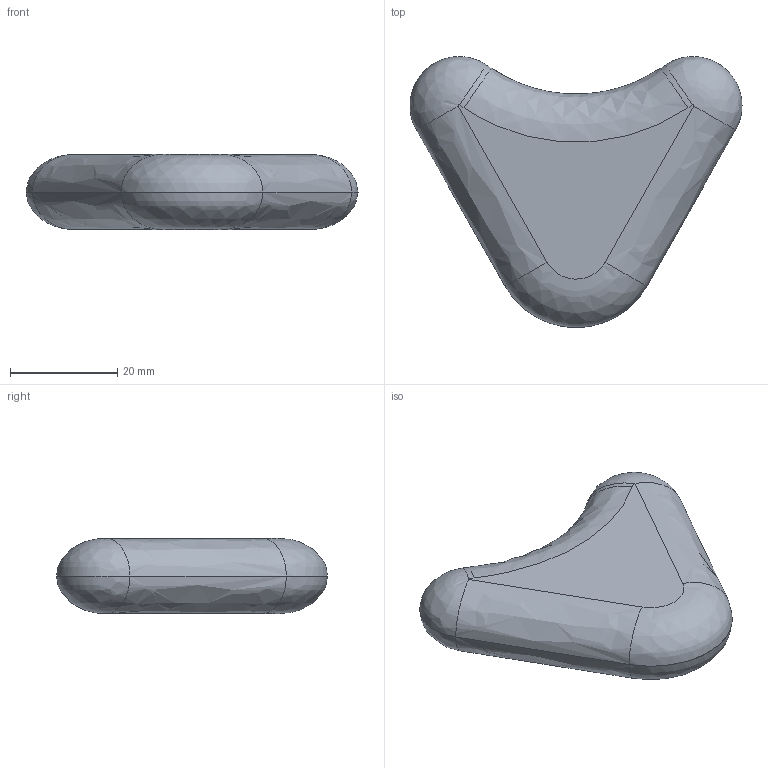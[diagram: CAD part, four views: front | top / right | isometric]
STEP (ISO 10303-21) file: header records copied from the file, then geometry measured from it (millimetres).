
FILE_DESCRIPTION (( 'STEP AP214' ), '1' );
FILE_NAME ('logo entier.STEP', '2021-10-26T08:38:30', ( '' ), ( '' ), 'SwSTEP 2.0', 'SolidWorks 2015', '' );
FILE_SCHEMA (( 'AUTOMOTIVE_DESIGN' ));
Length unit declared in the file: millimetre
Products named in the file (1): logo entier
Bounding box: 61.91 x 50.5 x 14 mm (x, y, z)
Surface area: 9376.2 mm2 (no closed solid volume)
Topology: 0 solids, 2 shells, 20 faces, 48 edges, 32 vertices
Faces by surface type: bspline 16, plane 4
Entity records: 1340 total; most frequent: CARTESIAN_POINT 805, ORIENTED_EDGE 96, EDGE_CURVE 48, VERTEX_POINT 32, B_SPLINE_CURVE_WITH_KNOTS 32, UNCERTAINTY_MEASURE_WITH_UNIT 22, SURFACE_STYLE_USAGE 21, SURFACE_STYLE_FILL_AREA 21
